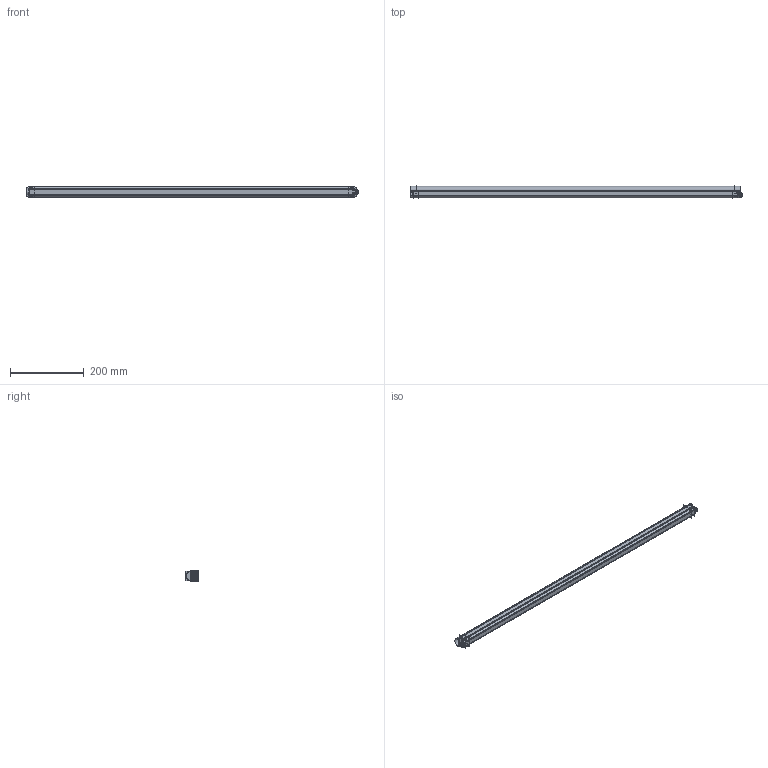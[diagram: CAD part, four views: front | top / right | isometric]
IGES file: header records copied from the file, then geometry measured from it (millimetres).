
Start section:  PTC IGES file: 210144.igs
Global section: file name: 210144.igs; native system: Creo Parametric by PTC Inc.; preprocessor: 2018300; author: pdmadmin; organization: Unknown; date: 20190320.124351; units: millimetre
Bounding box: 899.05 x 33.11 x 29.12 mm (x, y, z)
Volume: 276067 mm3; surface area: 790228.9 mm2
Topology: 22 solids, 28 shells, 2494 faces, 12889 edges, 16573 vertices
Faces by surface type: revolution 1580, bspline 914
